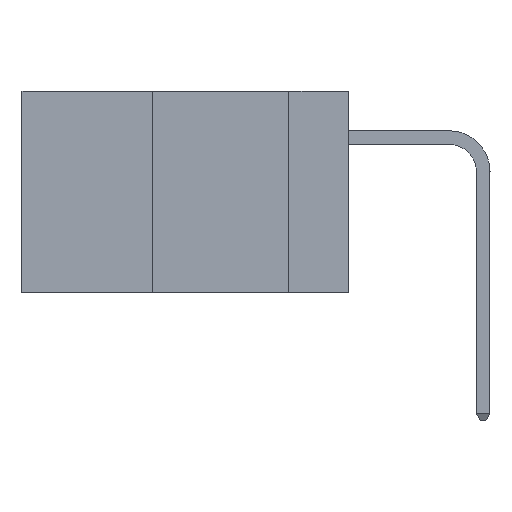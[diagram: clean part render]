
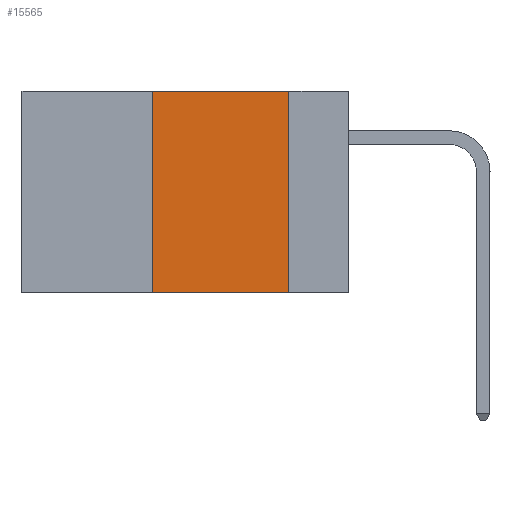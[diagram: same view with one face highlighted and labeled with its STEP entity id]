
A CAD part, left-side view. The second image highlights one B-rep face of the part: STEP entity #15565.
In plain terms, the highlighted planar face has unit normal (-1, 0, 0).
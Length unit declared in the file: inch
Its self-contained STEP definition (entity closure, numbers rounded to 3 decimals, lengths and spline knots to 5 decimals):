
#114 = VERTEX_POINT ( 'NONE', #1087 ) ;
#136 = LINE ( 'NONE', #29398, #38742 ) ;
#1087 = CARTESIAN_POINT ( 'NONE',  ( 0., 0.36, -0.37 ) ) ;
#1880 = ORIENTED_EDGE ( 'NONE', *, *, #28390, .F. ) ;
#2074 = LINE ( 'NONE', #19116, #40691 ) ;
#5467 = ORIENTED_EDGE ( 'NONE', *, *, #47603, .T. ) ;
#5987 = ORIENTED_EDGE ( 'NONE', *, *, #47120, .F. ) ;
#6012 = CARTESIAN_POINT ( 'NONE',  ( 0., 0.6, 0. ) ) ;
#6989 = DIRECTION ( 'NONE',  ( 0., 0., 1. ) ) ;
#9779 = PLANE ( 'NONE',  #36857 ) ;
#10197 = CARTESIAN_POINT ( 'NONE',  ( 0., 0.11, 0. ) ) ;
#14990 = DIRECTION ( 'NONE',  ( 0., -1., 0. ) ) ;
#15565 = ADVANCED_FACE ( 'NONE', ( #41193 ), #9779, .F. ) ;
#17328 = DIRECTION ( 'NONE',  ( 0., 0., -1. ) ) ;
#19116 = CARTESIAN_POINT ( 'NONE',  ( 0., 0.6, 0. ) ) ;
#20739 = VECTOR ( 'NONE', #14990, 39.37008 ) ;
#21907 = LINE ( 'NONE', #41164, #20739 ) ;
#23411 = LINE ( 'NONE', #28426, #42132 ) ;
#25121 = CARTESIAN_POINT ( 'NONE',  ( 0., 0.36, 0. ) ) ;
#26653 = DIRECTION ( 'NONE',  ( 0., -1., 0. ) ) ;
#28390 = EDGE_CURVE ( 'NONE', #39354, #47466, #23411, .T. ) ;
#28426 = CARTESIAN_POINT ( 'NONE',  ( 0., 0.11, 0. ) ) ;
#29398 = CARTESIAN_POINT ( 'NONE',  ( 0., 0.36, 0. ) ) ;
#30032 = ORIENTED_EDGE ( 'NONE', *, *, #42779, .F. ) ;
#32211 = DIRECTION ( 'NONE',  ( 0., 0., -1. ) ) ;
#34673 = VERTEX_POINT ( 'NONE', #25121 ) ;
#36857 = AXIS2_PLACEMENT_3D ( 'NONE', #6012, #39708, #17328 ) ;
#38742 = VECTOR ( 'NONE', #6989, 39.37008 ) ;
#39354 = VERTEX_POINT ( 'NONE', #10197 ) ;
#39532 = EDGE_LOOP ( 'NONE', ( #1880, #5987, #30032, #5467 ) ) ;
#39708 = DIRECTION ( 'NONE',  ( 1., 0., 0. ) ) ;
#40691 = VECTOR ( 'NONE', #26653, 39.37008 ) ;
#41164 = CARTESIAN_POINT ( 'NONE',  ( 0., 0.6, -0.37 ) ) ;
#41193 = FACE_OUTER_BOUND ( 'NONE', #39532, .T. ) ;
#42132 = VECTOR ( 'NONE', #32211, 39.37008 ) ;
#42779 = EDGE_CURVE ( 'NONE', #114, #34673, #136, .T. ) ;
#47120 = EDGE_CURVE ( 'NONE', #34673, #39354, #2074, .T. ) ;
#47466 = VERTEX_POINT ( 'NONE', #47899 ) ;
#47603 = EDGE_CURVE ( 'NONE', #114, #47466, #21907, .T. ) ;
#47899 = CARTESIAN_POINT ( 'NONE',  ( 0., 0.11, -0.37 ) ) ;
